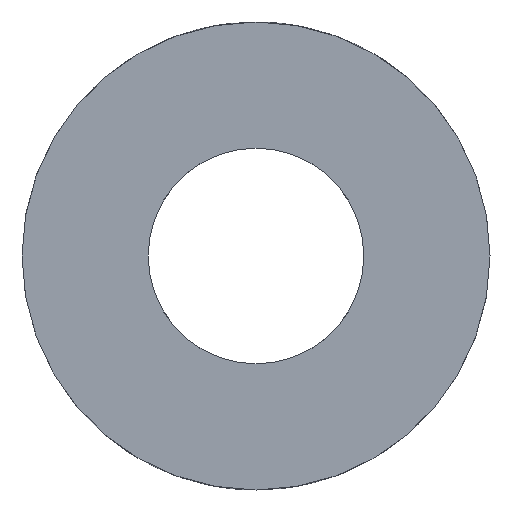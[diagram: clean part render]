
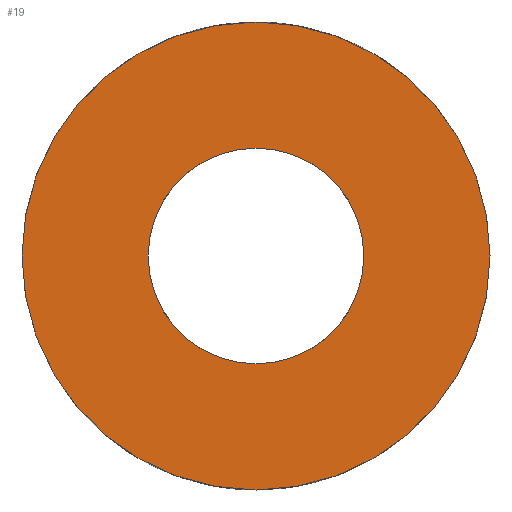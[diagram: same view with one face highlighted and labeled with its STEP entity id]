
A CAD part, front view. The second image highlights one B-rep face of the part: STEP entity #19.
In plain terms, the highlighted planar face has unit normal (0, -1, 0).
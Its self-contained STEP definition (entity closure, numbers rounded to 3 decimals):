
#5 = CIRCLE ( 'NONE', #223, 4.15 ) ;
#7 = CARTESIAN_POINT ( 'NONE',  ( 0., 0., 0. ) ) ;
#8 = DIRECTION ( 'NONE',  ( 0., 0., 1. ) ) ;
#15 = CARTESIAN_POINT ( 'NONE',  ( 0., 0., 0. ) ) ;
#18 = CARTESIAN_POINT ( 'NONE',  ( 0., 0., 0. ) ) ;
#19 = ADVANCED_FACE ( 'NONE', ( #75, #187 ), #126, .F. ) ;
#24 = DIRECTION ( 'NONE',  ( 0., 0., 1. ) ) ;
#26 = ORIENTED_EDGE ( 'NONE', *, *, #51, .T. ) ;
#34 = EDGE_CURVE ( 'NONE', #237, #170, #66, .T. ) ;
#50 = ORIENTED_EDGE ( 'NONE', *, *, #225, .T. ) ;
#51 = EDGE_CURVE ( 'NONE', #240, #71, #5, .T. ) ;
#53 = DIRECTION ( 'NONE',  ( 0., 1., 0. ) ) ;
#56 = AXIS2_PLACEMENT_3D ( 'NONE', #7, #53, #8 ) ;
#66 = CIRCLE ( 'NONE', #56, 9. ) ;
#71 = VERTEX_POINT ( 'NONE', #238 ) ;
#73 = DIRECTION ( 'NONE',  ( 0., 0., 1. ) ) ;
#75 = FACE_OUTER_BOUND ( 'NONE', #87, .T. ) ;
#76 = DIRECTION ( 'NONE',  ( 0., 1., 0. ) ) ;
#77 = EDGE_LOOP ( 'NONE', ( #50, #26 ) ) ;
#78 = CIRCLE ( 'NONE', #160, 4.15 ) ;
#87 = EDGE_LOOP ( 'NONE', ( #112, #189 ) ) ;
#90 = CARTESIAN_POINT ( 'NONE',  ( 0., 0., 0. ) ) ;
#112 = ORIENTED_EDGE ( 'NONE', *, *, #34, .F. ) ;
#116 = AXIS2_PLACEMENT_3D ( 'NONE', #15, #172, #211 ) ;
#122 = DIRECTION ( 'NONE',  ( 0., 1., 0. ) ) ;
#126 = PLANE ( 'NONE',  #162 ) ;
#149 = DIRECTION ( 'NONE',  ( 0., 1., 0. ) ) ;
#154 = CARTESIAN_POINT ( 'NONE',  ( 0., 0., -9. ) ) ;
#160 = AXIS2_PLACEMENT_3D ( 'NONE', #18, #76, #245 ) ;
#162 = AXIS2_PLACEMENT_3D ( 'NONE', #186, #149, #73 ) ;
#167 = EDGE_CURVE ( 'NONE', #170, #237, #204, .T. ) ;
#170 = VERTEX_POINT ( 'NONE', #244 ) ;
#172 = DIRECTION ( 'NONE',  ( 0., 1., 0. ) ) ;
#176 = CARTESIAN_POINT ( 'NONE',  ( 0., 0., 4.15 ) ) ;
#186 = CARTESIAN_POINT ( 'NONE',  ( 0., 0., 0. ) ) ;
#187 = FACE_BOUND ( 'NONE', #77, .T. ) ;
#189 = ORIENTED_EDGE ( 'NONE', *, *, #167, .F. ) ;
#204 = CIRCLE ( 'NONE', #116, 9. ) ;
#211 = DIRECTION ( 'NONE',  ( 0., 0., 1. ) ) ;
#223 = AXIS2_PLACEMENT_3D ( 'NONE', #90, #122, #24 ) ;
#225 = EDGE_CURVE ( 'NONE', #71, #240, #78, .T. ) ;
#237 = VERTEX_POINT ( 'NONE', #154 ) ;
#238 = CARTESIAN_POINT ( 'NONE',  ( 0., 0., -4.15 ) ) ;
#240 = VERTEX_POINT ( 'NONE', #176 ) ;
#244 = CARTESIAN_POINT ( 'NONE',  ( 0., 0., 9. ) ) ;
#245 = DIRECTION ( 'NONE',  ( 0., 0., 1. ) ) ;
